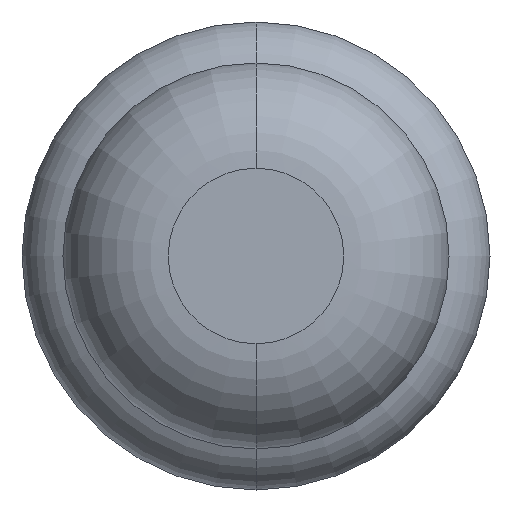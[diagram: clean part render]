
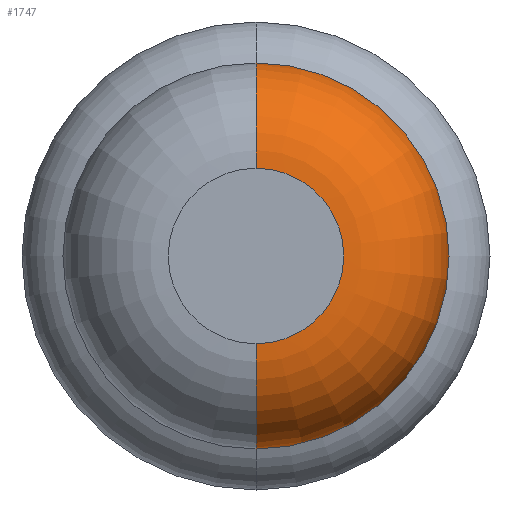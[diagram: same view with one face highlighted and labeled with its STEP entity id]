
A CAD part, front view. The second image highlights one B-rep face of the part: STEP entity #1747.
In plain terms, the highlighted toroidal (fillet/blend) face has major radius 0.375 mm and minor radius 0.45 mm.
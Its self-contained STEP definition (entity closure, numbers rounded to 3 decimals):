
#213 = VERTEX_POINT ( 'NONE', #1197 ) ;
#222 = VERTEX_POINT ( 'NONE', #455 ) ;
#272 = DIRECTION ( 'NONE',  ( 0., 1., 0. ) ) ;
#275 = CARTESIAN_POINT ( 'NONE',  ( 0., -29.95, -0.375 ) ) ;
#302 = CIRCLE ( 'NONE', #657, 0.375 ) ;
#455 = CARTESIAN_POINT ( 'NONE',  ( 0., -29.95, 0.825 ) ) ;
#523 = CIRCLE ( 'NONE', #2122, 0.825 ) ;
#643 = CIRCLE ( 'NONE', #2785, 0.45 ) ;
#657 = AXIS2_PLACEMENT_3D ( 'NONE', #2935, #272, #1016 ) ;
#670 = DIRECTION ( 'NONE',  ( 0., 1., 0. ) ) ;
#695 = ORIENTED_EDGE ( 'NONE', *, *, #2531, .T. ) ;
#737 = DIRECTION ( 'NONE',  ( -1., 0., 0. ) ) ;
#741 = AXIS2_PLACEMENT_3D ( 'NONE', #2197, #737, #2445 ) ;
#820 = EDGE_CURVE ( 'Defeature ausgef�hrt1_7+Defeature ausgef�hrt1_6+Defeature ausgef�hrt1_6+Defeature ausgef�hrt1_6', #222, #213, #523, .T. ) ;
#867 = FACE_OUTER_BOUND ( 'NONE', #3034, .T. ) ;
#891 = EDGE_CURVE ( 'NONE', #2858, #213, #643, .T. ) ;
#1016 = DIRECTION ( 'NONE',  ( 0., 0., 1. ) ) ;
#1197 = CARTESIAN_POINT ( 'NONE',  ( 0., -29.95, -0.825 ) ) ;
#1221 = DIRECTION ( 'NONE',  ( 0., 0., -1. ) ) ;
#1373 = CARTESIAN_POINT ( 'NONE',  ( 0., -30.4, -0.375 ) ) ;
#1426 = EDGE_CURVE ( 'NONE', #2227, #222, #1821, .T. ) ;
#1438 = TOROIDAL_SURFACE ( 'NONE', #2048, 0.375, 0.45 ) ;
#1473 = CARTESIAN_POINT ( 'NONE',  ( 0., -29.95, 0. ) ) ;
#1556 = CARTESIAN_POINT ( 'NONE',  ( 0., -30.4, 0.375 ) ) ;
#1689 = DIRECTION ( 'NONE',  ( 0., 0., 1. ) ) ;
#1728 = ORIENTED_EDGE ( 'NONE', *, *, #820, .F. ) ;
#1747 = ADVANCED_FACE ( 'Defeature ausgef�hrt1_6', ( #867 ), #1438, .T. ) ;
#1821 = CIRCLE ( 'NONE', #741, 0.45 ) ;
#1887 = CARTESIAN_POINT ( 'NONE',  ( 0., -29.95, 0. ) ) ;
#1932 = DIRECTION ( 'NONE',  ( 0., 1., 0. ) ) ;
#2048 = AXIS2_PLACEMENT_3D ( 'NONE', #1887, #670, #1689 ) ;
#2109 = ORIENTED_EDGE ( 'NONE', *, *, #1426, .F. ) ;
#2122 = AXIS2_PLACEMENT_3D ( 'NONE', #1473, #1932, #2927 ) ;
#2197 = CARTESIAN_POINT ( 'NONE',  ( 0., -29.95, 0.375 ) ) ;
#2227 = VERTEX_POINT ( 'NONE', #1556 ) ;
#2335 = ORIENTED_EDGE ( 'NONE', *, *, #891, .T. ) ;
#2438 = DIRECTION ( 'NONE',  ( 1., 0., 0. ) ) ;
#2445 = DIRECTION ( 'NONE',  ( 0., 0., 1. ) ) ;
#2531 = EDGE_CURVE ( 'Defeature ausgef�hrt1_6+Defeature ausgef�hrt1_5+Defeature ausgef�hrt1_5+Defeature ausgef�hrt1_5', #2227, #2858, #302, .T. ) ;
#2785 = AXIS2_PLACEMENT_3D ( 'NONE', #275, #2438, #1221 ) ;
#2858 = VERTEX_POINT ( 'NONE', #1373 ) ;
#2927 = DIRECTION ( 'NONE',  ( 0., 0., 1. ) ) ;
#2935 = CARTESIAN_POINT ( 'NONE',  ( 0., -30.4, 0. ) ) ;
#3034 = EDGE_LOOP ( 'NONE', ( #695, #2335, #1728, #2109 ) ) ;
